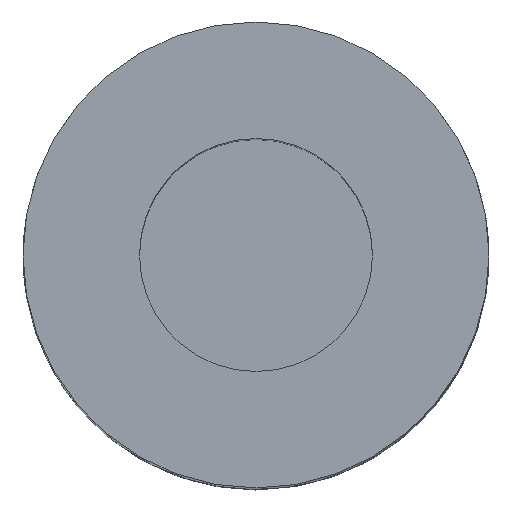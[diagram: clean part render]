
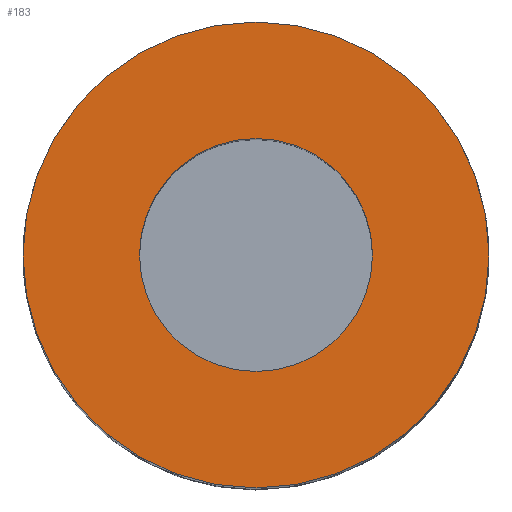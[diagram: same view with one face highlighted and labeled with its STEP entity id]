
A CAD part, top view. The second image highlights one B-rep face of the part: STEP entity #183.
In plain terms, the highlighted planar face has unit normal (0, 0, 1).
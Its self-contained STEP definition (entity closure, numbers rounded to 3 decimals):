
#39 = DIRECTION ( 'NONE',  ( 0., 0., 1. ) ) ;
#40 = DIRECTION ( 'NONE',  ( 0., 0., 1. ) ) ;
#44 = DIRECTION ( 'NONE',  ( 0., 0., 1. ) ) ;
#60 = VERTEX_POINT ( 'NONE', #186 ) ;
#85 = DIRECTION ( 'NONE',  ( 0., 0., 1. ) ) ;
#96 = VERTEX_POINT ( 'NONE', #417 ) ;
#112 = EDGE_CURVE ( 'NONE', #171, #60, #574, .T. ) ;
#160 = ORIENTED_EDGE ( 'NONE', *, *, #112, .F. ) ;
#161 = CARTESIAN_POINT ( 'NONE',  ( 0., 0., 40. ) ) ;
#171 = VERTEX_POINT ( 'NONE', #687 ) ;
#183 = ADVANCED_FACE ( 'NONE', ( #565, #457 ), #682, .T. ) ;
#186 = CARTESIAN_POINT ( 'NONE',  ( -4., 0., 40. ) ) ;
#194 = CARTESIAN_POINT ( 'NONE',  ( 0., 0., 40. ) ) ;
#198 = DIRECTION ( 'NONE',  ( 1., 0., 0. ) ) ;
#199 = EDGE_LOOP ( 'NONE', ( #502, #224 ) ) ;
#214 = AXIS2_PLACEMENT_3D ( 'NONE', #161, #44, #424 ) ;
#224 = ORIENTED_EDGE ( 'NONE', *, *, #339, .T. ) ;
#263 = DIRECTION ( 'NONE',  ( 0., 0., 1. ) ) ;
#301 = CARTESIAN_POINT ( 'NONE',  ( 0., 0., 40. ) ) ;
#305 = CIRCLE ( 'NONE', #696, 4. ) ;
#339 = EDGE_CURVE ( 'NONE', #96, #487, #474, .T. ) ;
#377 = CARTESIAN_POINT ( 'NONE',  ( 0., 0., 40. ) ) ;
#380 = CARTESIAN_POINT ( 'NONE',  ( -8., 0., 40. ) ) ;
#405 = AXIS2_PLACEMENT_3D ( 'NONE', #194, #40, #198 ) ;
#417 = CARTESIAN_POINT ( 'NONE',  ( 8., 0., 40. ) ) ;
#418 = AXIS2_PLACEMENT_3D ( 'NONE', #301, #85, #512 ) ;
#424 = DIRECTION ( 'NONE',  ( 1., 0., 0. ) ) ;
#457 = FACE_OUTER_BOUND ( 'NONE', #199, .T. ) ;
#474 = CIRCLE ( 'NONE', #537, 8. ) ;
#487 = VERTEX_POINT ( 'NONE', #380 ) ;
#502 = ORIENTED_EDGE ( 'NONE', *, *, #671, .T. ) ;
#512 = DIRECTION ( 'NONE',  ( 1., 0., 0. ) ) ;
#524 = CIRCLE ( 'NONE', #214, 8. ) ;
#531 = EDGE_LOOP ( 'NONE', ( #160, #624 ) ) ;
#537 = AXIS2_PLACEMENT_3D ( 'NONE', #377, #263, #693 ) ;
#565 = FACE_BOUND ( 'NONE', #531, .T. ) ;
#574 = CIRCLE ( 'NONE', #405, 4. ) ;
#624 = ORIENTED_EDGE ( 'NONE', *, *, #681, .F. ) ;
#635 = DIRECTION ( 'NONE',  ( 1., 0., 0. ) ) ;
#671 = EDGE_CURVE ( 'NONE', #487, #96, #524, .T. ) ;
#681 = EDGE_CURVE ( 'NONE', #60, #171, #305, .T. ) ;
#682 = PLANE ( 'NONE',  #418 ) ;
#687 = CARTESIAN_POINT ( 'NONE',  ( 4., 0., 40. ) ) ;
#693 = DIRECTION ( 'NONE',  ( 1., 0., 0. ) ) ;
#696 = AXIS2_PLACEMENT_3D ( 'NONE', #697, #39, #635 ) ;
#697 = CARTESIAN_POINT ( 'NONE',  ( 0., 0., 40. ) ) ;
